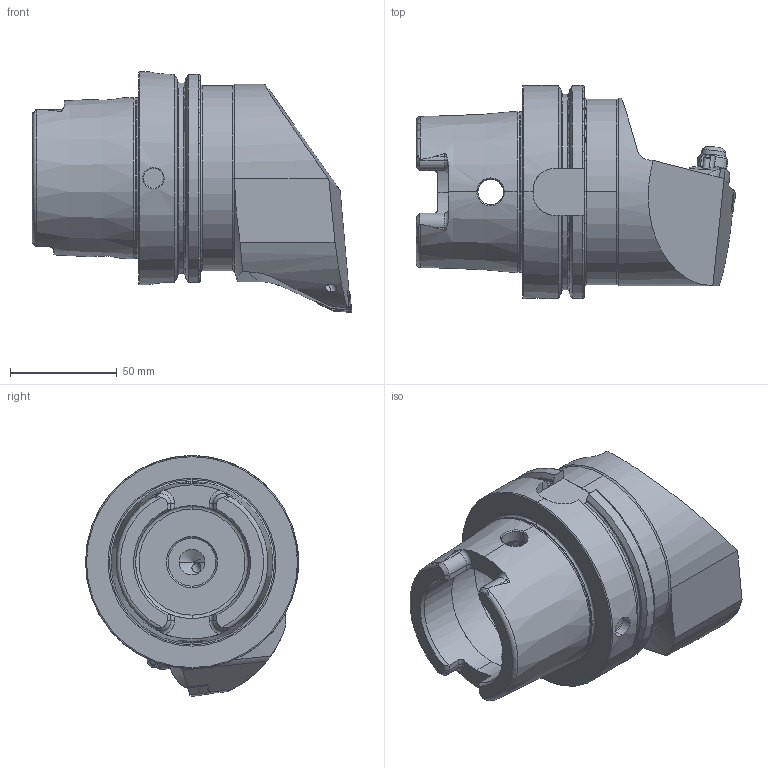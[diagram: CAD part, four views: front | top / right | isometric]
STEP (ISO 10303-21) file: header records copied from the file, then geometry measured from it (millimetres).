
FILE_DESCRIPTION (( 'STEP AP214' ), '1' );
FILE_NAME ('HA0.KWE.RLA.100.STEP', '2023-09-18T08:59:44', ( '' ), ( '' ), 'SwSTEP 2.0', 'SolidWorks 2017', '' );
FILE_SCHEMA (( 'AUTOMOTIVE_DESIGN' ));
Length unit declared in the file: millimetre
Products named in the file (11): WCC-ER3.102.024_C; KVT_MB_600_050; WCC-ER5.102.012_B; WCC-ER5.102.005_A; WCC-ER4.103.032_A; WWE-ER2.101.004_A; WNMG080404; HA0.KWE.RLA.100; HA0-KWE.RLA.100_D_Fertigbearbeitung; ISO 13337 - 3 x 12_PreviewCfg; WCC-ER2.001.010_A
Assembly tree (10 placements, depth 2):
  HA0.KWE.RLA.100
    HA0-KWE.RLA.100_D_Fertigbearbeitung
    WWE-ER2.101.004_A
    WCC-ER2.001.010_A
    WNMG080404
    WCC-ER3.102.024_C
    WCC-ER4.103.032_A
    WCC-ER5.102.005_A
    KVT_MB_600_050
    WCC-ER5.102.012_B
    ISO 13337 - 3 x 12_PreviewCfg
Bounding box: 149.9 x 100 x 113 mm (x, y, z)
Volume: 546098.6 mm3; surface area: 73864.4 mm2
Topology: 11 solids, 11 shells, 489 faces, 1221 edges, 742 vertices
Faces by surface type: cylinder 158, plane 133, cone 110, torus 64, bspline 22, sphere 2
Entity records: 18502 total; most frequent: CARTESIAN_POINT 5456, ORIENTED_EDGE 2400, DIRECTION 2352, EDGE_CURVE 1200, AXIS2_PLACEMENT_3D 938, VERTEX_POINT 739, EDGE_LOOP 519, FACE_OUTER_BOUND 489
